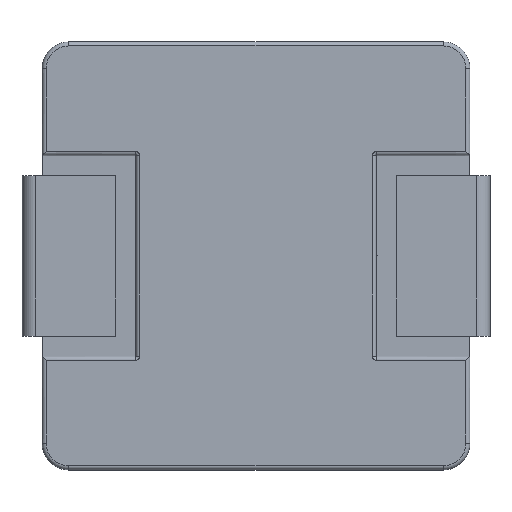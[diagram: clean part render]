
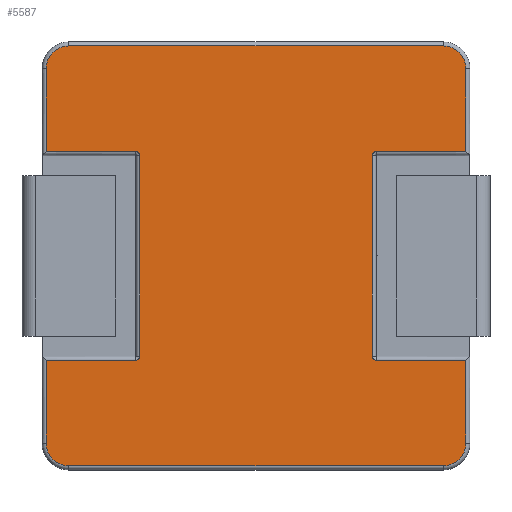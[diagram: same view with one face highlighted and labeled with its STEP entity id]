
A CAD part, top view. The second image highlights one B-rep face of the part: STEP entity #5587.
In plain terms, the highlighted planar face has unit normal (0, 0, 1).
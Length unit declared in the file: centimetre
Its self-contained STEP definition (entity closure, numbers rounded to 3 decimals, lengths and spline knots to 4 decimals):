
#124=PLANE('',#5879);
#364=LINE('',#8846,#742);
#365=LINE('',#8848,#743);
#366=LINE('',#8852,#744);
#367=LINE('',#8856,#745);
#368=LINE('',#8858,#746);
#369=LINE('',#8862,#747);
#370=LINE('',#8866,#748);
#371=LINE('',#8868,#749);
#372=LINE('',#8872,#750);
#373=LINE('',#8876,#751);
#374=LINE('',#8878,#752);
#375=LINE('',#8882,#753);
#742=VECTOR('',#6446,100.);
#743=VECTOR('',#6447,100.);
#744=VECTOR('',#6450,100.);
#745=VECTOR('',#6453,100.);
#746=VECTOR('',#6454,100.);
#747=VECTOR('',#6457,100.);
#748=VECTOR('',#6460,100.);
#749=VECTOR('',#6461,100.);
#750=VECTOR('',#6464,100.);
#751=VECTOR('',#6467,100.);
#752=VECTOR('',#6468,100.);
#753=VECTOR('',#6471,100.);
#1066=CIRCLE('',#5880,0.003);
#1067=CIRCLE('',#5881,0.017);
#1068=CIRCLE('',#5882,0.017);
#1069=CIRCLE('',#5883,0.003);
#1070=CIRCLE('',#5884,0.003);
#1071=CIRCLE('',#5885,0.017);
#1072=CIRCLE('',#5886,0.017);
#1073=CIRCLE('',#5887,0.003);
#1546=ORIENTED_EDGE('',*,*,#2580,.F.);
#1547=ORIENTED_EDGE('',*,*,#2581,.T.);
#1548=ORIENTED_EDGE('',*,*,#2582,.T.);
#1549=ORIENTED_EDGE('',*,*,#2583,.T.);
#1550=ORIENTED_EDGE('',*,*,#2584,.T.);
#1551=ORIENTED_EDGE('',*,*,#2585,.T.);
#1552=ORIENTED_EDGE('',*,*,#2586,.T.);
#1553=ORIENTED_EDGE('',*,*,#2587,.T.);
#1554=ORIENTED_EDGE('',*,*,#2588,.F.);
#1555=ORIENTED_EDGE('',*,*,#2589,.T.);
#1556=ORIENTED_EDGE('',*,*,#2590,.F.);
#1557=ORIENTED_EDGE('',*,*,#2591,.T.);
#1558=ORIENTED_EDGE('',*,*,#2592,.T.);
#1559=ORIENTED_EDGE('',*,*,#2593,.T.);
#1560=ORIENTED_EDGE('',*,*,#2594,.T.);
#1561=ORIENTED_EDGE('',*,*,#2595,.T.);
#1562=ORIENTED_EDGE('',*,*,#2596,.T.);
#1563=ORIENTED_EDGE('',*,*,#2597,.T.);
#1564=ORIENTED_EDGE('',*,*,#2598,.F.);
#1565=ORIENTED_EDGE('',*,*,#2599,.T.);
#2580=EDGE_CURVE('',#3127,#3128,#1066,.T.);
#2581=EDGE_CURVE('',#3127,#3129,#364,.T.);
#2582=EDGE_CURVE('',#3129,#3130,#365,.T.);
#2583=EDGE_CURVE('',#3130,#3131,#1067,.T.);
#2584=EDGE_CURVE('',#3131,#3132,#366,.T.);
#2585=EDGE_CURVE('',#3132,#3133,#1068,.T.);
#2586=EDGE_CURVE('',#3133,#3134,#367,.T.);
#2587=EDGE_CURVE('',#3134,#3135,#368,.F.);
#2588=EDGE_CURVE('',#3136,#3135,#1069,.T.);
#2589=EDGE_CURVE('',#3136,#3137,#369,.F.);
#2590=EDGE_CURVE('',#3138,#3137,#1070,.T.);
#2591=EDGE_CURVE('',#3138,#3139,#370,.F.);
#2592=EDGE_CURVE('',#3139,#3140,#371,.T.);
#2593=EDGE_CURVE('',#3140,#3141,#1071,.T.);
#2594=EDGE_CURVE('',#3141,#3142,#372,.T.);
#2595=EDGE_CURVE('',#3142,#3143,#1072,.T.);
#2596=EDGE_CURVE('',#3143,#3144,#373,.T.);
#2597=EDGE_CURVE('',#3144,#3145,#374,.T.);
#2598=EDGE_CURVE('',#3146,#3145,#1073,.T.);
#2599=EDGE_CURVE('',#3146,#3128,#375,.T.);
#3127=VERTEX_POINT('',#8844);
#3128=VERTEX_POINT('',#8845);
#3129=VERTEX_POINT('',#8847);
#3130=VERTEX_POINT('',#8849);
#3131=VERTEX_POINT('',#8851);
#3132=VERTEX_POINT('',#8853);
#3133=VERTEX_POINT('',#8855);
#3134=VERTEX_POINT('',#8857);
#3135=VERTEX_POINT('',#8859);
#3136=VERTEX_POINT('',#8861);
#3137=VERTEX_POINT('',#8863);
#3138=VERTEX_POINT('',#8865);
#3139=VERTEX_POINT('',#8867);
#3140=VERTEX_POINT('',#8869);
#3141=VERTEX_POINT('',#8871);
#3142=VERTEX_POINT('',#8873);
#3143=VERTEX_POINT('',#8875);
#3144=VERTEX_POINT('',#8877);
#3145=VERTEX_POINT('',#8879);
#3146=VERTEX_POINT('',#8881);
#3492=EDGE_LOOP('',(#1546,#1547,#1548,#1549,#1550,#1551,#1552,#1553,#1554,
#1555,#1556,#1557,#1558,#1559,#1560,#1561,#1562,#1563,#1564,#1565));
#3745=FACE_BOUND('',#3492,.T.);
#5587=ADVANCED_FACE('',(#3745),#124,.T.);
#5879=AXIS2_PLACEMENT_3D('',#8842,#6442,#6443);
#5880=AXIS2_PLACEMENT_3D('',#8843,#6444,#6445);
#5881=AXIS2_PLACEMENT_3D('',#8850,#6448,#6449);
#5882=AXIS2_PLACEMENT_3D('',#8854,#6451,#6452);
#5883=AXIS2_PLACEMENT_3D('',#8860,#6455,#6456);
#5884=AXIS2_PLACEMENT_3D('',#8864,#6458,#6459);
#5885=AXIS2_PLACEMENT_3D('',#8870,#6462,#6463);
#5886=AXIS2_PLACEMENT_3D('',#8874,#6465,#6466);
#5887=AXIS2_PLACEMENT_3D('',#8880,#6469,#6470);
#6442=DIRECTION('',(0.,0.,1.));
#6443=DIRECTION('',(1.,0.,0.));
#6444=DIRECTION('',(0.,0.,1.));
#6445=DIRECTION('',(1.,0.,0.));
#6446=DIRECTION('',(1.,0.,0.));
#6447=DIRECTION('',(0.,1.,0.));
#6448=DIRECTION('',(0.,0.,1.));
#6449=DIRECTION('',(1.,0.,0.));
#6450=DIRECTION('',(-1.,0.,0.));
#6451=DIRECTION('',(0.,0.,1.));
#6452=DIRECTION('',(1.,0.,0.));
#6453=DIRECTION('',(0.,-1.,0.));
#6454=DIRECTION('',(-1.,0.,0.));
#6455=DIRECTION('',(0.,0.,1.));
#6456=DIRECTION('',(1.,0.,0.));
#6457=DIRECTION('',(0.,1.,0.));
#6458=DIRECTION('',(0.,0.,1.));
#6459=DIRECTION('',(1.,0.,0.));
#6460=DIRECTION('',(1.,0.,0.));
#6461=DIRECTION('',(0.,-1.,0.));
#6462=DIRECTION('',(0.,0.,1.));
#6463=DIRECTION('',(1.,0.,0.));
#6464=DIRECTION('',(1.,0.,0.));
#6465=DIRECTION('',(0.,0.,1.));
#6466=DIRECTION('',(1.,0.,0.));
#6467=DIRECTION('',(0.,1.,0.));
#6468=DIRECTION('',(-1.,0.,0.));
#6469=DIRECTION('',(0.,0.,1.));
#6470=DIRECTION('',(1.,0.,0.));
#6471=DIRECTION('',(0.,1.,0.));
#8842=CARTESIAN_POINT('',(0.,0.,0.082));
#8843=CARTESIAN_POINT('',(0.09,0.075,0.082));
#8844=CARTESIAN_POINT('',(0.09,0.078,0.082));
#8845=CARTESIAN_POINT('',(0.087,0.075,0.082));
#8846=CARTESIAN_POINT('',(0.,0.078,0.082));
#8847=CARTESIAN_POINT('',(0.157,0.078,0.082));
#8848=CARTESIAN_POINT('',(0.157,0.,0.082));
#8849=CARTESIAN_POINT('',(0.157,0.14,0.082));
#8850=CARTESIAN_POINT('',(0.14,0.14,0.082));
#8851=CARTESIAN_POINT('',(0.14,0.157,0.082));
#8852=CARTESIAN_POINT('',(0.,0.157,0.082));
#8853=CARTESIAN_POINT('',(-0.14,0.157,0.082));
#8854=CARTESIAN_POINT('',(-0.14,0.14,0.082));
#8855=CARTESIAN_POINT('',(-0.157,0.14,0.082));
#8856=CARTESIAN_POINT('',(-0.157,0.,0.082));
#8857=CARTESIAN_POINT('',(-0.157,0.078,0.082));
#8858=CARTESIAN_POINT('',(-0.09,0.078,0.082));
#8859=CARTESIAN_POINT('',(-0.09,0.078,0.082));
#8860=CARTESIAN_POINT('',(-0.09,0.075,0.082));
#8861=CARTESIAN_POINT('',(-0.087,0.075,0.082));
#8862=CARTESIAN_POINT('',(-0.087,-0.075,0.082));
#8863=CARTESIAN_POINT('',(-0.087,-0.075,0.082));
#8864=CARTESIAN_POINT('',(-0.09,-0.075,0.082));
#8865=CARTESIAN_POINT('',(-0.09,-0.078,0.082));
#8866=CARTESIAN_POINT('',(-0.16,-0.078,0.082));
#8867=CARTESIAN_POINT('',(-0.157,-0.078,0.082));
#8868=CARTESIAN_POINT('',(-0.157,0.,0.082));
#8869=CARTESIAN_POINT('',(-0.157,-0.14,0.082));
#8870=CARTESIAN_POINT('',(-0.14,-0.14,0.082));
#8871=CARTESIAN_POINT('',(-0.14,-0.157,0.082));
#8872=CARTESIAN_POINT('',(0.,-0.157,0.082));
#8873=CARTESIAN_POINT('',(0.14,-0.157,0.082));
#8874=CARTESIAN_POINT('',(0.14,-0.14,0.082));
#8875=CARTESIAN_POINT('',(0.157,-0.14,0.082));
#8876=CARTESIAN_POINT('',(0.157,0.,0.082));
#8877=CARTESIAN_POINT('',(0.157,-0.078,0.082));
#8878=CARTESIAN_POINT('',(0.,-0.078,0.082));
#8879=CARTESIAN_POINT('',(0.09,-0.078,0.082));
#8880=CARTESIAN_POINT('',(0.09,-0.075,0.082));
#8881=CARTESIAN_POINT('',(0.087,-0.075,0.082));
#8882=CARTESIAN_POINT('',(0.087,0.,0.082));
